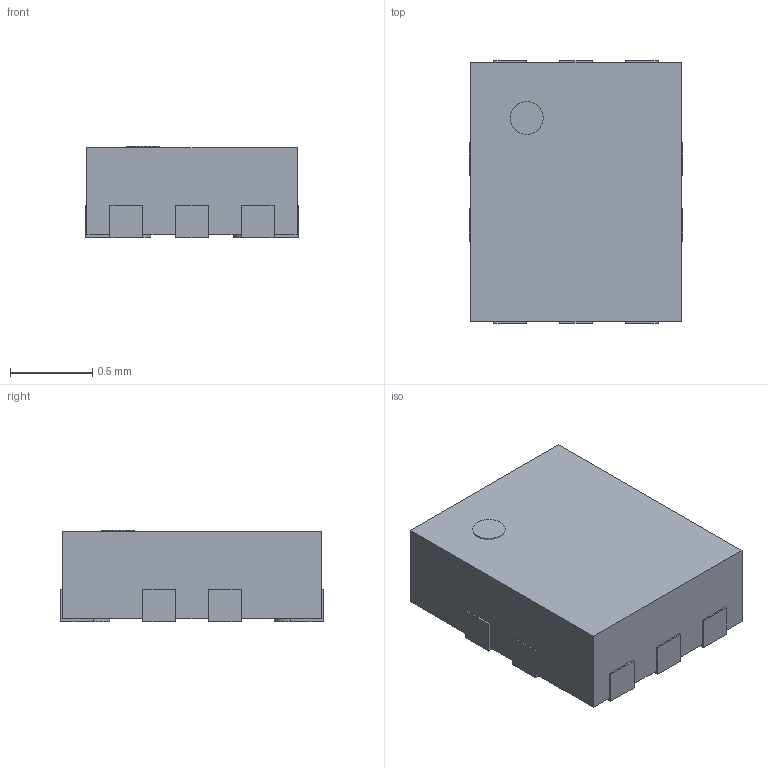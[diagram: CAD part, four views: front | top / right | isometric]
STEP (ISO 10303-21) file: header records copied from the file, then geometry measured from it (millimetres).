
FILE_DESCRIPTION(/* description */ ('model of Analog_LFCSP-UQ-10_1.3x1.6mm_P0.4mm'),/* implementation_level */ '2;1');
FILE_NAME(/* name */ 'Analog_LFCSP-UQ-10_1.3x1.6mm_P0.4mm.step',/* time_stamp */ '2022-12-29T11:35:27',/* author */ ('KiCAD','kicad'),/* organization */ ('OCCT'),/* preprocessor_version */ '',/* originating_system */ 'KiCAD',/* authorisation */ '');
FILE_SCHEMA(('AUTOMOTIVE_DESIGN { 1 0 10303 214 1 1 1 1 }'));
Length unit declared in the file: millimetre
Products named in the file (9): CQ assembly; 81ae4636-8764-11ed-a22f-acde48001122; 81ae4636-8764-11ed-a22f-acde48001122_part; 81ae4b54-8764-11ed-a22f-acde48001122; 81ae4b54-8764-11ed-a22f-acde48001122_part; 81ae4ce4-8764-11ed-a22f-acde48001122; 81ae4ce4-8764-11ed-a22f-acde48001122_part; 81ae4dde-8764-11ed-a22f-acde48001122; 81ae4dde-8764-11ed-a22f-acde48001122_part
Assembly tree (8 placements, depth 4):
  CQ assembly
    81ae4636-8764-11ed-a22f-acde48001122
      81ae4636-8764-11ed-a22f-acde48001122_part
      81ae4b54-8764-11ed-a22f-acde48001122
        81ae4b54-8764-11ed-a22f-acde48001122_part
      81ae4ce4-8764-11ed-a22f-acde48001122
        81ae4ce4-8764-11ed-a22f-acde48001122_part
      81ae4dde-8764-11ed-a22f-acde48001122
        81ae4dde-8764-11ed-a22f-acde48001122_part
Bounding box: 1.3 x 1.6 x 0.56 mm (x, y, z)
Volume: 1.1 mm3; surface area: 11.4 mm2
Topology: 12 solids, 12 shells, 109 faces, 255 edges, 170 vertices
Faces by surface type: plane 88, cylinder 21
Full cylindrical faces by diameter (mm): 0.2 x1
Entity records: 3313 total; most frequent: CARTESIAN_POINT 543, DIRECTION 533, ORIENTED_EDGE 510, EDGE_CURVE 255, LINE 213, VECTOR 213, VERTEX_POINT 170, AXIS2_PLACEMENT_3D 160
